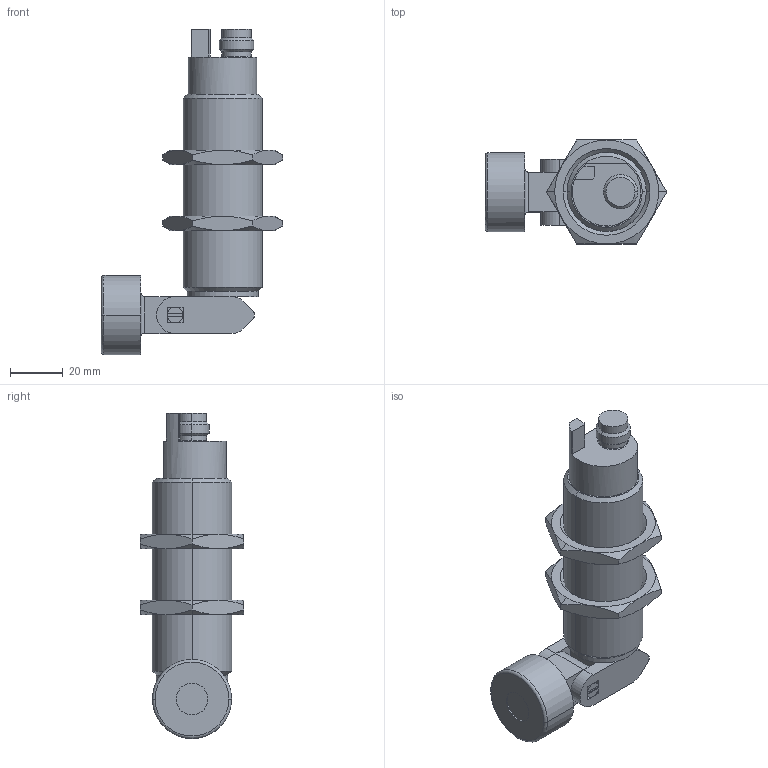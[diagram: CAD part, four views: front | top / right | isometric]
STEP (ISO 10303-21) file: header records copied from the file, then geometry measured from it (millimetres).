
FILE_DESCRIPTION((''),'2;1');
FILE_NAME('ASM0002_ASM','2011-11-30T',('dhelisch'),(''),'PRO/ENGINEER BY PARAMETRIC TECHNOLOGY CORPORATION, 2007250','PRO/ENGINEER BY PARAMETRIC TECHNOLOGY CORPORATION, 2007250','');
FILE_SCHEMA(('CONFIG_CONTROL_DESIGN'));
Length unit declared in the file: millimetre
Products named in the file (7): PRT0008; PRT0009; PRT0010; PRT0011; ASM0003_ASM; SECHSKANTMUTTER_4; ASM0002_ASM
Assembly tree (7 placements, depth 3):
  ASM0002_ASM
    ASM0003_ASM
      PRT0008
      PRT0009
      PRT0010
      PRT0011
    SECHSKANTMUTTER_4  x2
Bounding box: 68.76 x 39.41 x 123.3 mm (x, y, z)
Volume: 91680.1 mm3; surface area: 22438.6 mm2
Topology: 6 solids, 6 shells, 189 faces, 519 edges, 386 vertices
Faces by surface type: plane 89, cone 52, cylinder 44, torus 4
Entity records: 6743 total; most frequent: CARTESIAN_POINT 1147, DIRECTION 977, ORIENTED_EDGE 838, EDGE_CURVE 419, AXIS2_PLACEMENT_3D 368, PRESENTATION_STYLE_ASSIGNMENT 286, STYLED_ITEM 286, VERTEX_POINT 282
